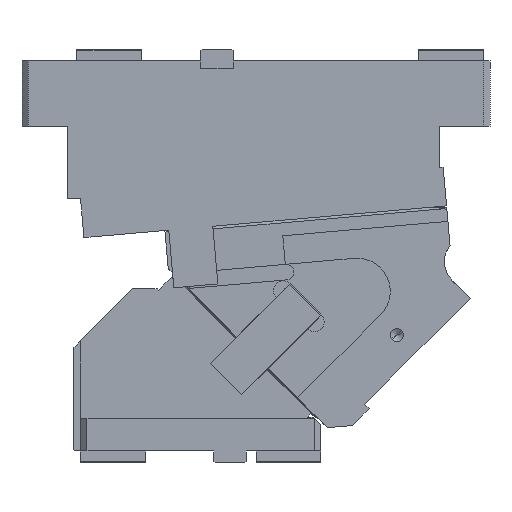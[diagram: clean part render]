
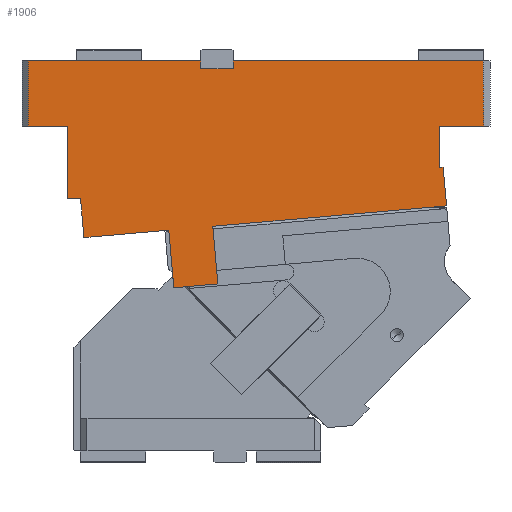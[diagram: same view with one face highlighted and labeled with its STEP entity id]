
A CAD part, front view. The second image highlights one B-rep face of the part: STEP entity #1906.
In plain terms, the highlighted planar face has unit normal (0, -1, 0).
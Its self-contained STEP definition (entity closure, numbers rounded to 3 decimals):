
#197=CARTESIAN_POINT('Vertex',(47.648,-82.5,-135.836)) ;
#263=CARTESIAN_POINT('Vertex',(326.583,-82.5,-111.432)) ;
#266=CARTESIAN_POINT('Line Origine',(236.676,-82.5,-119.298)) ;
#270=CARTESIAN_POINT('Vertex',(146.769,-82.5,-127.164)) ;
#291=CARTESIAN_POINT('Vertex',(112.899,-82.5,-130.127)) ;
#294=CARTESIAN_POINT('Line Origine',(80.273,-82.5,-132.981)) ;
#453=CARTESIAN_POINT('Line Origine',(46.341,-82.5,-120.893)) ;
#457=CARTESIAN_POINT('Vertex',(45.033,-82.5,-105.95)) ;
#753=CARTESIAN_POINT('Vertex',(5.,-82.5,0.)) ;
#756=CARTESIAN_POINT('Line Origine',(71.25,-82.5,0.)) ;
#760=CARTESIAN_POINT('Vertex',(137.5,-82.5,0.)) ;
#1137=CARTESIAN_POINT('Vertex',(162.5,-82.5,0.)) ;
#1140=CARTESIAN_POINT('Line Origine',(258.75,-82.5,0.)) ;
#1144=CARTESIAN_POINT('Vertex',(355.,-82.5,0.)) ;
#1422=CARTESIAN_POINT('Vertex',(355.,-82.5,-50.)) ;
#1425=CARTESIAN_POINT('Line Origine',(338.,-82.5,-50.)) ;
#1429=CARTESIAN_POINT('Vertex',(321.,-82.5,-50.)) ;
#1512=CARTESIAN_POINT('Line Origine',(321.,-82.5,-65.903)) ;
#1516=CARTESIAN_POINT('Vertex',(321.,-82.5,-81.806)) ;
#1782=CARTESIAN_POINT('Vertex',(323.968,-82.5,-81.546)) ;
#1785=CARTESIAN_POINT('Line Origine',(325.275,-82.5,-96.489)) ;
#1797=CARTESIAN_POINT('Axis2P3D Location',(0.,-82.5,0.)) ;
#1802=CARTESIAN_POINT('Line Origine',(322.484,-82.5,-81.676)) ;
#1807=CARTESIAN_POINT('Line Origine',(355.,-82.5,-25.)) ;
#1812=CARTESIAN_POINT('Line Origine',(162.5,-82.5,-3.)) ;
#1816=CARTESIAN_POINT('Vertex',(162.5,-82.5,-6.)) ;
#1819=CARTESIAN_POINT('Line Origine',(150.,-82.5,-6.)) ;
#1823=CARTESIAN_POINT('Vertex',(137.5,-82.5,-6.)) ;
#1826=CARTESIAN_POINT('Line Origine',(137.5,-82.5,-3.)) ;
#1831=CARTESIAN_POINT('Line Origine',(5.,-82.5,-25.)) ;
#1835=CARTESIAN_POINT('Vertex',(5.,-82.5,-50.)) ;
#1838=CARTESIAN_POINT('Line Origine',(20.,-82.5,-50.)) ;
#1842=CARTESIAN_POINT('Vertex',(35.,-82.5,-50.)) ;
#1845=CARTESIAN_POINT('Line Origine',(35.,-82.5,-78.)) ;
#1849=CARTESIAN_POINT('Vertex',(35.,-82.5,-106.)) ;
#1852=CARTESIAN_POINT('Line Origine',(39.729,-82.5,-106.)) ;
#1856=CARTESIAN_POINT('Vertex',(44.459,-82.5,-106.)) ;
#1859=CARTESIAN_POINT('Line Origine',(44.746,-82.5,-105.975)) ;
#1864=CARTESIAN_POINT('Line Origine',(114.838,-82.5,-152.292)) ;
#1868=CARTESIAN_POINT('Vertex',(116.777,-82.5,-174.458)) ;
#1871=CARTESIAN_POINT('Line Origine',(133.712,-82.5,-172.976)) ;
#1875=CARTESIAN_POINT('Vertex',(150.648,-82.5,-171.494)) ;
#1878=CARTESIAN_POINT('Line Origine',(148.709,-82.5,-149.329)) ;
#267=DIRECTION('Vector Direction',(-0.996,0.,-0.087)) ;
#295=DIRECTION('Vector Direction',(-0.996,0.,-0.087)) ;
#454=DIRECTION('Vector Direction',(-0.087,0.,0.996)) ;
#757=DIRECTION('Vector Direction',(1.,0.,0.)) ;
#1141=DIRECTION('Vector Direction',(1.,0.,0.)) ;
#1426=DIRECTION('Vector Direction',(-1.,0.,0.)) ;
#1513=DIRECTION('Vector Direction',(0.,0.,-1.)) ;
#1786=DIRECTION('Vector Direction',(0.087,0.,-0.996)) ;
#1798=DIRECTION('Axis2P3D Direction',(0.,1.,0.)) ;
#1799=DIRECTION('Axis2P3D XDirection',(0.,0.,1.)) ;
#1803=DIRECTION('Vector Direction',(0.996,0.,0.087)) ;
#1808=DIRECTION('Vector Direction',(0.,0.,1.)) ;
#1813=DIRECTION('Vector Direction',(0.,0.,-1.)) ;
#1820=DIRECTION('Vector Direction',(1.,0.,0.)) ;
#1827=DIRECTION('Vector Direction',(0.,0.,1.)) ;
#1832=DIRECTION('Vector Direction',(0.,0.,-1.)) ;
#1839=DIRECTION('Vector Direction',(1.,0.,0.)) ;
#1846=DIRECTION('Vector Direction',(0.,0.,-1.)) ;
#1853=DIRECTION('Vector Direction',(1.,0.,0.)) ;
#1860=DIRECTION('Vector Direction',(-0.996,0.,-0.087)) ;
#1865=DIRECTION('Vector Direction',(-0.087,0.,0.996)) ;
#1872=DIRECTION('Vector Direction',(0.996,0.,0.087)) ;
#1879=DIRECTION('Vector Direction',(-0.087,0.,0.996)) ;
#1800=AXIS2_PLACEMENT_3D('Plane Axis2P3D',#1797,#1798,#1799) ;
#1884=ORIENTED_EDGE('',*,*,#272,.T.) ;
#1885=ORIENTED_EDGE('',*,*,#1789,.T.) ;
#1886=ORIENTED_EDGE('',*,*,#1806,.T.) ;
#1887=ORIENTED_EDGE('',*,*,#1518,.F.) ;
#1888=ORIENTED_EDGE('',*,*,#1431,.F.) ;
#1889=ORIENTED_EDGE('',*,*,#1811,.T.) ;
#1890=ORIENTED_EDGE('',*,*,#1146,.F.) ;
#1891=ORIENTED_EDGE('',*,*,#1818,.T.) ;
#1892=ORIENTED_EDGE('',*,*,#1825,.F.) ;
#1893=ORIENTED_EDGE('',*,*,#1830,.T.) ;
#1894=ORIENTED_EDGE('',*,*,#762,.F.) ;
#1895=ORIENTED_EDGE('',*,*,#1837,.T.) ;
#1896=ORIENTED_EDGE('',*,*,#1844,.T.) ;
#1897=ORIENTED_EDGE('',*,*,#1851,.T.) ;
#1898=ORIENTED_EDGE('',*,*,#1858,.T.) ;
#1899=ORIENTED_EDGE('',*,*,#1863,.F.) ;
#1900=ORIENTED_EDGE('',*,*,#459,.T.) ;
#1901=ORIENTED_EDGE('',*,*,#298,.T.) ;
#1902=ORIENTED_EDGE('',*,*,#1870,.F.) ;
#1903=ORIENTED_EDGE('',*,*,#1877,.T.) ;
#1904=ORIENTED_EDGE('',*,*,#1882,.T.) ;
#268=VECTOR('Line Direction',#267,1.) ;
#296=VECTOR('Line Direction',#295,1.) ;
#455=VECTOR('Line Direction',#454,1.) ;
#758=VECTOR('Line Direction',#757,1.) ;
#1142=VECTOR('Line Direction',#1141,1.) ;
#1427=VECTOR('Line Direction',#1426,1.) ;
#1514=VECTOR('Line Direction',#1513,1.) ;
#1787=VECTOR('Line Direction',#1786,1.) ;
#1804=VECTOR('Line Direction',#1803,1.) ;
#1809=VECTOR('Line Direction',#1808,1.) ;
#1814=VECTOR('Line Direction',#1813,1.) ;
#1821=VECTOR('Line Direction',#1820,1.) ;
#1828=VECTOR('Line Direction',#1827,1.) ;
#1833=VECTOR('Line Direction',#1832,1.) ;
#1840=VECTOR('Line Direction',#1839,1.) ;
#1847=VECTOR('Line Direction',#1846,1.) ;
#1854=VECTOR('Line Direction',#1853,1.) ;
#1861=VECTOR('Line Direction',#1860,1.) ;
#1866=VECTOR('Line Direction',#1865,1.) ;
#1873=VECTOR('Line Direction',#1872,1.) ;
#1880=VECTOR('Line Direction',#1879,1.) ;
#1906=ADVANCED_FACE('CAM HOLDER',(#1905),#1801,.F.) ;
#272=EDGE_CURVE('',#271,#264,#269,.F.) ;
#298=EDGE_CURVE('',#198,#292,#297,.F.) ;
#459=EDGE_CURVE('',#458,#198,#456,.F.) ;
#762=EDGE_CURVE('',#754,#761,#759,.T.) ;
#1146=EDGE_CURVE('',#1138,#1145,#1143,.T.) ;
#1431=EDGE_CURVE('',#1423,#1430,#1428,.T.) ;
#1518=EDGE_CURVE('',#1430,#1517,#1515,.T.) ;
#1789=EDGE_CURVE('',#264,#1783,#1788,.F.) ;
#1806=EDGE_CURVE('',#1783,#1517,#1805,.F.) ;
#1811=EDGE_CURVE('',#1423,#1145,#1810,.T.) ;
#1818=EDGE_CURVE('',#1138,#1817,#1815,.T.) ;
#1825=EDGE_CURVE('',#1824,#1817,#1822,.T.) ;
#1830=EDGE_CURVE('',#1824,#761,#1829,.T.) ;
#1837=EDGE_CURVE('',#754,#1836,#1834,.T.) ;
#1844=EDGE_CURVE('',#1836,#1843,#1841,.T.) ;
#1851=EDGE_CURVE('',#1843,#1850,#1848,.T.) ;
#1858=EDGE_CURVE('',#1850,#1857,#1855,.T.) ;
#1863=EDGE_CURVE('',#458,#1857,#1862,.T.) ;
#1870=EDGE_CURVE('',#1869,#292,#1867,.T.) ;
#1877=EDGE_CURVE('',#1869,#1876,#1874,.T.) ;
#1882=EDGE_CURVE('',#1876,#271,#1881,.T.) ;
#1883=EDGE_LOOP('',(#1884,#1885,#1886,#1887,#1888,#1889,#1890,#1891,#1892,#1893,#1894,#1895,#1896,#1897,#1898,#1899,#1900,#1901,#1902,#1903,#1904)) ;
#1905=FACE_OUTER_BOUND('',#1883,.T.) ;
#269=LINE('Line',#266,#268) ;
#297=LINE('Line',#294,#296) ;
#456=LINE('Line',#453,#455) ;
#759=LINE('Line',#756,#758) ;
#1143=LINE('Line',#1140,#1142) ;
#1428=LINE('Line',#1425,#1427) ;
#1515=LINE('Line',#1512,#1514) ;
#1788=LINE('Line',#1785,#1787) ;
#1805=LINE('Line',#1802,#1804) ;
#1810=LINE('Line',#1807,#1809) ;
#1815=LINE('Line',#1812,#1814) ;
#1822=LINE('Line',#1819,#1821) ;
#1829=LINE('Line',#1826,#1828) ;
#1834=LINE('Line',#1831,#1833) ;
#1841=LINE('Line',#1838,#1840) ;
#1848=LINE('Line',#1845,#1847) ;
#1855=LINE('Line',#1852,#1854) ;
#1862=LINE('Line',#1859,#1861) ;
#1867=LINE('Line',#1864,#1866) ;
#1874=LINE('Line',#1871,#1873) ;
#1881=LINE('Line',#1878,#1880) ;
#1801=PLANE('Plane',#1800) ;
#198=VERTEX_POINT('',#197) ;
#264=VERTEX_POINT('',#263) ;
#271=VERTEX_POINT('',#270) ;
#292=VERTEX_POINT('',#291) ;
#458=VERTEX_POINT('',#457) ;
#754=VERTEX_POINT('',#753) ;
#761=VERTEX_POINT('',#760) ;
#1138=VERTEX_POINT('',#1137) ;
#1145=VERTEX_POINT('',#1144) ;
#1423=VERTEX_POINT('',#1422) ;
#1430=VERTEX_POINT('',#1429) ;
#1517=VERTEX_POINT('',#1516) ;
#1783=VERTEX_POINT('',#1782) ;
#1817=VERTEX_POINT('',#1816) ;
#1824=VERTEX_POINT('',#1823) ;
#1836=VERTEX_POINT('',#1835) ;
#1843=VERTEX_POINT('',#1842) ;
#1850=VERTEX_POINT('',#1849) ;
#1857=VERTEX_POINT('',#1856) ;
#1869=VERTEX_POINT('',#1868) ;
#1876=VERTEX_POINT('',#1875) ;
